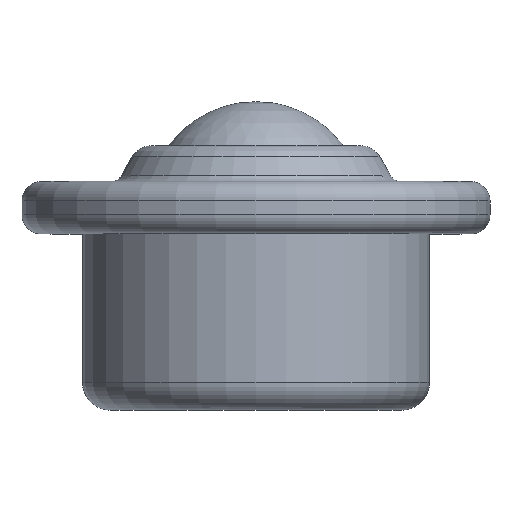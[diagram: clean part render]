
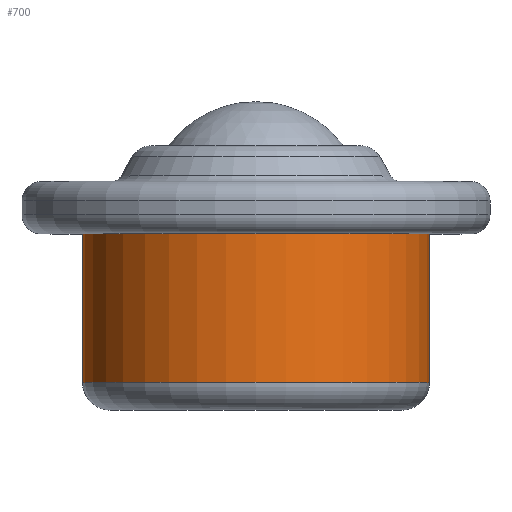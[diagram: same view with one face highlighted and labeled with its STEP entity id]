
A CAD part, top view. The second image highlights one B-rep face of the part: STEP entity #700.
In plain terms, the highlighted cylindrical face has radius 6.3 mm (diameter 12.6 mm), a partial arc.
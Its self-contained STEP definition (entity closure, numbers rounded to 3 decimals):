
#204=CARTESIAN_POINT('',(0.,0.5,0.));
#205=DIRECTION('',(0.,-1.,0.));
#206=DIRECTION('',(1.,0.,0.));
#207=AXIS2_PLACEMENT_3D('',#204,#205,#206);
#209=DIRECTION('',(0.,1.,0.));
#210=VECTOR('',#209,5.9);
#211=CARTESIAN_POINT('',(6.3,-5.4,0.));
#212=LINE('',#211,#210);
#218=DIRECTION('',(0.,-1.,0.));
#219=VECTOR('',#218,5.9);
#220=CARTESIAN_POINT('',(-6.3,0.5,0.));
#221=LINE('',#220,#219);
#237=CARTESIAN_POINT('',(0.,-5.4,0.));
#238=DIRECTION('',(0.,-1.,0.));
#239=DIRECTION('',(1.,0.,0.));
#240=AXIS2_PLACEMENT_3D('',#237,#238,#239);
#324=CARTESIAN_POINT('',(6.3,-5.4,0.));
#325=CARTESIAN_POINT('',(-6.3,-5.4,0.));
#326=VERTEX_POINT('',#324);
#327=VERTEX_POINT('',#325);
#364=CARTESIAN_POINT('',(6.3,0.5,0.));
#365=CARTESIAN_POINT('',(-6.3,0.5,0.));
#366=VERTEX_POINT('',#364);
#367=VERTEX_POINT('',#365);
#686=CARTESIAN_POINT('',(0.,0.27,0.));
#687=DIRECTION('',(0.,-1.,0.));
#688=DIRECTION('',(-1.,0.,0.));
#689=AXIS2_PLACEMENT_3D('',#686,#687,#688);
#690=CYLINDRICAL_SURFACE('',#689,6.3);
#692=ORIENTED_EDGE('',*,*,#691,.F.);
#693=ORIENTED_EDGE('',*,*,#679,.F.);
#695=ORIENTED_EDGE('',*,*,#694,.F.);
#697=ORIENTED_EDGE('',*,*,#696,.T.);
#698=EDGE_LOOP('',(#692,#693,#695,#697));
#699=FACE_OUTER_BOUND('',#698,.F.);
#700=ADVANCED_FACE('',(#699),#690,.T.);
#208=CIRCLE('',#207,6.3);
#241=CIRCLE('',#240,6.3);
#679=EDGE_CURVE('',#366,#367,#208,.T.);
#691=EDGE_CURVE('',#367,#327,#221,.T.);
#694=EDGE_CURVE('',#326,#366,#212,.T.);
#696=EDGE_CURVE('',#326,#327,#241,.T.);
